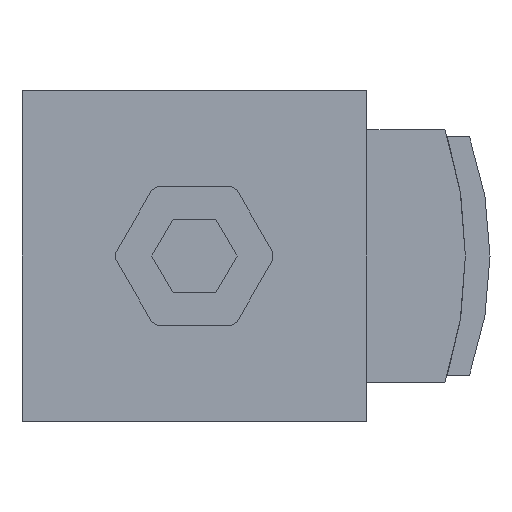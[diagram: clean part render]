
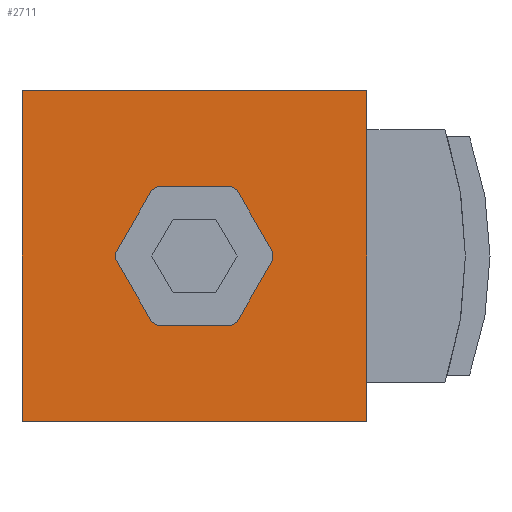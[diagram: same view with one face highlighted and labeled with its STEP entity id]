
A CAD part, front view. The second image highlights one B-rep face of the part: STEP entity #2711.
In plain terms, the highlighted planar face has unit normal (0, -1, 0).
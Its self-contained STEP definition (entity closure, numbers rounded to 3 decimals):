
#28 = PLANE ( 'NONE',  #9262 ) ;
#73 = DIRECTION ( 'NONE',  ( -1., 0., 0. ) ) ;
#158 = CARTESIAN_POINT ( 'NONE',  ( -9.565, -31.5, 0.433 ) ) ;
#208 = ORIENTED_EDGE ( 'NONE', *, *, #6854, .F. ) ;
#377 = LINE ( 'NONE', #483, #9084 ) ;
#424 = CARTESIAN_POINT ( 'NONE',  ( -7.361, -31.5, -4.25 ) ) ;
#446 = VERTEX_POINT ( 'NONE', #9315 ) ;
#483 = CARTESIAN_POINT ( 'NONE',  ( 9.565, -31.5, 0. ) ) ;
#550 = CARTESIAN_POINT ( 'NONE',  ( -4.782, -31.5, 8.283 ) ) ;
#589 = DIRECTION ( 'NONE',  ( 1., 0., 0. ) ) ;
#610 = EDGE_CURVE ( 'NONE', #6757, #6755, #6250, .T. ) ;
#633 = VERTEX_POINT ( 'NONE', #7305 ) ;
#646 = DIRECTION ( 'NONE',  ( 0., 0., -1. ) ) ;
#650 = LINE ( 'NONE', #5306, #2182 ) ;
#780 = CARTESIAN_POINT ( 'NONE',  ( 4.782, -31.5, 8.283 ) ) ;
#868 = LINE ( 'NONE', #9594, #8518 ) ;
#932 = LINE ( 'NONE', #6481, #8579 ) ;
#1001 = DIRECTION ( 'NONE',  ( 1., 0., 0. ) ) ;
#1164 = VERTEX_POINT ( 'NONE', #9156 ) ;
#1172 = DIRECTION ( 'NONE',  ( 0., 0., 1. ) ) ;
#1186 = EDGE_CURVE ( 'NONE', #1164, #5432, #650, .T. ) ;
#1187 = ORIENTED_EDGE ( 'NONE', *, *, #8744, .F. ) ;
#1312 = LINE ( 'NONE', #4485, #4774 ) ;
#1458 = ORIENTED_EDGE ( 'NONE', *, *, #7345, .F. ) ;
#1528 = LINE ( 'NONE', #780, #6282 ) ;
#1628 = CARTESIAN_POINT ( 'NONE',  ( -4.407, -31.5, -8.5 ) ) ;
#1676 = VECTOR ( 'NONE', #646, 1000. ) ;
#1696 = LINE ( 'NONE', #7680, #7378 ) ;
#1852 = EDGE_CURVE ( 'NONE', #6158, #5017, #377, .T. ) ;
#2000 = LINE ( 'NONE', #3947, #5369 ) ;
#2029 = DIRECTION ( 'NONE',  ( 0.866, 0., -0.5 ) ) ;
#2040 = ORIENTED_EDGE ( 'NONE', *, *, #1852, .F. ) ;
#2087 = CARTESIAN_POINT ( 'NONE',  ( -9.565, -31.5, 0. ) ) ;
#2181 = CARTESIAN_POINT ( 'NONE',  ( -5.157, -31.5, -8.067 ) ) ;
#2182 = VECTOR ( 'NONE', #6935, 1000. ) ;
#2226 = DIRECTION ( 'NONE',  ( -0.866, 0., 0.5 ) ) ;
#2254 = CARTESIAN_POINT ( 'NONE',  ( 4.407, -31.5, -8.5 ) ) ;
#2335 = DIRECTION ( 'NONE',  ( 0., 0., 1. ) ) ;
#2384 = VERTEX_POINT ( 'NONE', #8551 ) ;
#2455 = ORIENTED_EDGE ( 'NONE', *, *, #8250, .F. ) ;
#2586 = EDGE_CURVE ( 'NONE', #8220, #6158, #5464, .T. ) ;
#2618 = CARTESIAN_POINT ( 'NONE',  ( -21., -31.5, -20.1 ) ) ;
#2637 = VECTOR ( 'NONE', #589, 1000. ) ;
#2654 = VERTEX_POINT ( 'NONE', #2181 ) ;
#2711 = ADVANCED_FACE ( 'PLANAR_20', ( #8466, #5703 ), #28, .F. ) ;
#2960 = ORIENTED_EDGE ( 'NONE', *, *, #8099, .F. ) ;
#2990 = VERTEX_POINT ( 'NONE', #5404 ) ;
#3177 = EDGE_CURVE ( 'NONE', #2654, #6757, #932, .T. ) ;
#3371 = EDGE_LOOP ( 'NONE', ( #5724, #6556, #6770, #208 ) ) ;
#3531 = ORIENTED_EDGE ( 'NONE', *, *, #2586, .F. ) ;
#3610 = ORIENTED_EDGE ( 'NONE', *, *, #6690, .F. ) ;
#3891 = ORIENTED_EDGE ( 'NONE', *, *, #3177, .F. ) ;
#3931 = CARTESIAN_POINT ( 'NONE',  ( -21., -31.5, 20.1 ) ) ;
#3947 = CARTESIAN_POINT ( 'NONE',  ( 0., -31.5, 8.5 ) ) ;
#4003 = VERTEX_POINT ( 'NONE', #2618 ) ;
#4313 = CARTESIAN_POINT ( 'NONE',  ( 0., -31.5, -8.5 ) ) ;
#4325 = DIRECTION ( 'NONE',  ( 0., 0., 1. ) ) ;
#4327 = VECTOR ( 'NONE', #73, 1000. ) ;
#4335 = CARTESIAN_POINT ( 'NONE',  ( 9.565, -31.5, -0.433 ) ) ;
#4370 = VECTOR ( 'NONE', #7804, 1000. ) ;
#4425 = LINE ( 'NONE', #424, #4884 ) ;
#4463 = VERTEX_POINT ( 'NONE', #4916 ) ;
#4476 = EDGE_CURVE ( 'NONE', #8878, #1164, #9367, .T. ) ;
#4481 = LINE ( 'NONE', #8640, #5536 ) ;
#4485 = CARTESIAN_POINT ( 'NONE',  ( -21., -31.5, -20.1 ) ) ;
#4774 = VECTOR ( 'NONE', #2335, 1000. ) ;
#4884 = VECTOR ( 'NONE', #5620, 1000. ) ;
#4916 = CARTESIAN_POINT ( 'NONE',  ( 21., -31.5, 20.1 ) ) ;
#5017 = VERTEX_POINT ( 'NONE', #8516 ) ;
#5088 = ORIENTED_EDGE ( 'NONE', *, *, #5668, .F. ) ;
#5306 = CARTESIAN_POINT ( 'NONE',  ( -7.361, -31.5, 4.25 ) ) ;
#5369 = VECTOR ( 'NONE', #7568, 1000. ) ;
#5404 = CARTESIAN_POINT ( 'NONE',  ( 21., -31.5, -20.1 ) ) ;
#5432 = VERTEX_POINT ( 'NONE', #158 ) ;
#5464 = LINE ( 'NONE', #7932, #7663 ) ;
#5536 = VECTOR ( 'NONE', #9452, 1000. ) ;
#5620 = DIRECTION ( 'NONE',  ( 0.5, 0., -0.866 ) ) ;
#5668 = EDGE_CURVE ( 'NONE', #6755, #8220, #4481, .T. ) ;
#5703 = FACE_BOUND ( 'NONE', #6432, .T. ) ;
#5724 = ORIENTED_EDGE ( 'NONE', *, *, #7929, .F. ) ;
#5824 = ORIENTED_EDGE ( 'NONE', *, *, #4476, .F. ) ;
#5839 = DIRECTION ( 'NONE',  ( 0.5, 0., 0.866 ) ) ;
#6158 = VERTEX_POINT ( 'NONE', #4335 ) ;
#6250 = LINE ( 'NONE', #4313, #2637 ) ;
#6282 = VECTOR ( 'NONE', #2226, 1000. ) ;
#6334 = CARTESIAN_POINT ( 'NONE',  ( 5.157, -31.5, -8.067 ) ) ;
#6432 = EDGE_LOOP ( 'NONE', ( #1458, #9493, #5824, #2960, #1187, #3610, #2040, #3531, #5088, #6570, #3891, #2455 ) ) ;
#6481 = CARTESIAN_POINT ( 'NONE',  ( -4.782, -31.5, -8.283 ) ) ;
#6529 = EDGE_CURVE ( 'NONE', #4463, #2990, #1696, .T. ) ;
#6535 = DIRECTION ( 'NONE',  ( -0.5, 0., 0.866 ) ) ;
#6556 = ORIENTED_EDGE ( 'NONE', *, *, #7390, .F. ) ;
#6570 = ORIENTED_EDGE ( 'NONE', *, *, #610, .F. ) ;
#6690 = EDGE_CURVE ( 'NONE', #5017, #446, #868, .T. ) ;
#6755 = VERTEX_POINT ( 'NONE', #2254 ) ;
#6757 = VERTEX_POINT ( 'NONE', #1628 ) ;
#6770 = ORIENTED_EDGE ( 'NONE', *, *, #6529, .F. ) ;
#6844 = CARTESIAN_POINT ( 'NONE',  ( -21., -31.5, 20.1 ) ) ;
#6854 = EDGE_CURVE ( 'NONE', #8609, #4463, #7707, .T. ) ;
#6935 = DIRECTION ( 'NONE',  ( -0.5, 0., -0.866 ) ) ;
#7293 = CARTESIAN_POINT ( 'NONE',  ( -4.407, -31.5, 8.5 ) ) ;
#7305 = CARTESIAN_POINT ( 'NONE',  ( 4.407, -31.5, 8.5 ) ) ;
#7345 = EDGE_CURVE ( 'NONE', #5432, #2384, #8861, .T. ) ;
#7378 = VECTOR ( 'NONE', #7649, 1000. ) ;
#7390 = EDGE_CURVE ( 'NONE', #2990, #4003, #7924, .T. ) ;
#7492 = VECTOR ( 'NONE', #1001, 1000. ) ;
#7568 = DIRECTION ( 'NONE',  ( -1., 0., 0. ) ) ;
#7649 = DIRECTION ( 'NONE',  ( 0., 0., -1. ) ) ;
#7663 = VECTOR ( 'NONE', #5839, 1000. ) ;
#7680 = CARTESIAN_POINT ( 'NONE',  ( 21., -31.5, 20.1 ) ) ;
#7707 = LINE ( 'NONE', #3931, #7492 ) ;
#7804 = DIRECTION ( 'NONE',  ( -0.866, 0., -0.5 ) ) ;
#7924 = LINE ( 'NONE', #7942, #4327 ) ;
#7929 = EDGE_CURVE ( 'NONE', #4003, #8609, #1312, .T. ) ;
#7932 = CARTESIAN_POINT ( 'NONE',  ( 7.361, -31.5, -4.25 ) ) ;
#7942 = CARTESIAN_POINT ( 'NONE',  ( 21., -31.5, -20.1 ) ) ;
#8049 = CARTESIAN_POINT ( 'NONE',  ( 0., -31.5, 0. ) ) ;
#8099 = EDGE_CURVE ( 'NONE', #633, #8878, #2000, .T. ) ;
#8220 = VERTEX_POINT ( 'NONE', #6334 ) ;
#8250 = EDGE_CURVE ( 'NONE', #2384, #2654, #4425, .T. ) ;
#8466 = FACE_OUTER_BOUND ( 'NONE', #3371, .T. ) ;
#8516 = CARTESIAN_POINT ( 'NONE',  ( 9.565, -31.5, 0.433 ) ) ;
#8518 = VECTOR ( 'NONE', #6535, 1000. ) ;
#8551 = CARTESIAN_POINT ( 'NONE',  ( -9.565, -31.5, -0.433 ) ) ;
#8579 = VECTOR ( 'NONE', #2029, 1000. ) ;
#8609 = VERTEX_POINT ( 'NONE', #6844 ) ;
#8640 = CARTESIAN_POINT ( 'NONE',  ( 4.782, -31.5, -8.283 ) ) ;
#8744 = EDGE_CURVE ( 'NONE', #446, #633, #1528, .T. ) ;
#8861 = LINE ( 'NONE', #2087, #1676 ) ;
#8878 = VERTEX_POINT ( 'NONE', #7293 ) ;
#9084 = VECTOR ( 'NONE', #1172, 1000. ) ;
#9156 = CARTESIAN_POINT ( 'NONE',  ( -5.157, -31.5, 8.067 ) ) ;
#9262 = AXIS2_PLACEMENT_3D ( 'NONE', #8049, #9553, #4325 ) ;
#9315 = CARTESIAN_POINT ( 'NONE',  ( 5.157, -31.5, 8.067 ) ) ;
#9367 = LINE ( 'NONE', #550, #4370 ) ;
#9452 = DIRECTION ( 'NONE',  ( 0.866, 0., 0.5 ) ) ;
#9493 = ORIENTED_EDGE ( 'NONE', *, *, #1186, .F. ) ;
#9553 = DIRECTION ( 'NONE',  ( 0., 1., 0. ) ) ;
#9594 = CARTESIAN_POINT ( 'NONE',  ( 7.361, -31.5, 4.25 ) ) ;
